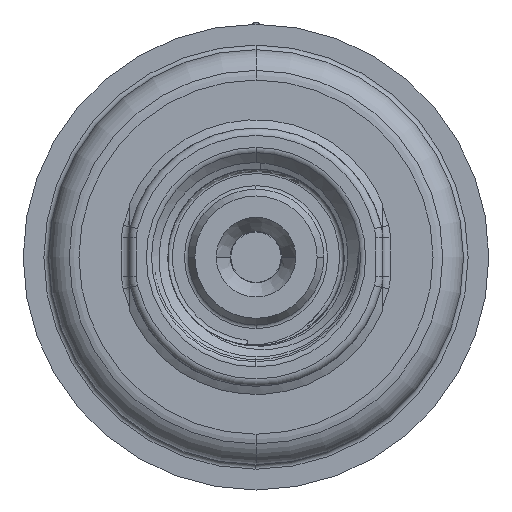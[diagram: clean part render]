
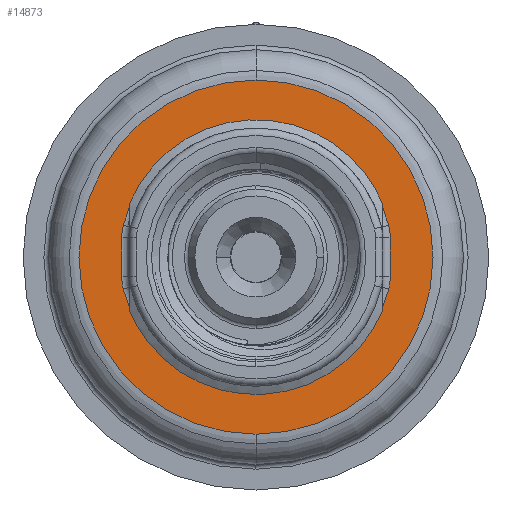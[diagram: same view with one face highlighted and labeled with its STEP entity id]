
A CAD part, front view. The second image highlights one B-rep face of the part: STEP entity #14873.
In plain terms, the highlighted planar face has unit normal (0, -1, 0).
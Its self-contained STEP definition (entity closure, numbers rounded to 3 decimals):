
#2075=CARTESIAN_POINT('',(0.,0.,0.));
#2076=DIRECTION('',(0.,1.,0.));
#2077=DIRECTION('',(0.,0.,-1.));
#2078=AXIS2_PLACEMENT_3D('',#2075,#2076,#2077);
#2080=CARTESIAN_POINT('',(0.,0.,0.));
#2081=DIRECTION('',(0.,-1.,0.));
#2082=DIRECTION('',(0.,0.,-1.));
#2083=AXIS2_PLACEMENT_3D('',#2080,#2081,#2082);
#2085=CARTESIAN_POINT('',(-8.75,0.,-2.107));
#2086=DIRECTION('',(0.,1.,0.));
#2087=DIRECTION('',(-0.972,0.,-0.234));
#2088=AXIS2_PLACEMENT_3D('',#2085,#2086,#2087);
#2090=CARTESIAN_POINT('',(0.,0.,0.));
#2091=DIRECTION('',(0.,1.,0.));
#2092=DIRECTION('',(0.972,0.,-0.234));
#2093=AXIS2_PLACEMENT_3D('',#2090,#2091,#2092);
#2095=CARTESIAN_POINT('',(8.75,0.,-2.107));
#2096=DIRECTION('',(0.,1.,0.));
#2097=DIRECTION('',(1.,0.,0.));
#2098=AXIS2_PLACEMENT_3D('',#2095,#2096,#2097);
#2100=DIRECTION('',(0.,0.,-1.));
#2101=VECTOR('',#2100,4.213);
#2102=CARTESIAN_POINT('',(14.55,0.,2.107));
#2103=LINE('',#2102,#2101);
#2104=CARTESIAN_POINT('',(8.75,0.,2.107));
#2105=DIRECTION('',(0.,1.,0.));
#2106=DIRECTION('',(0.972,0.,0.234));
#2107=AXIS2_PLACEMENT_3D('',#2104,#2105,#2106);
#2109=CARTESIAN_POINT('',(0.,0.,0.));
#2110=DIRECTION('',(0.,1.,0.));
#2111=DIRECTION('',(-0.972,0.,0.234));
#2112=AXIS2_PLACEMENT_3D('',#2109,#2110,#2111);
#2114=CARTESIAN_POINT('',(-8.75,0.,2.107));
#2115=DIRECTION('',(0.,1.,0.));
#2116=DIRECTION('',(-1.,0.,0.));
#2117=AXIS2_PLACEMENT_3D('',#2114,#2115,#2116);
#2119=DIRECTION('',(0.,0.,1.));
#2120=VECTOR('',#2119,4.213);
#2121=CARTESIAN_POINT('',(-14.55,0.,-2.107));
#2122=LINE('',#2121,#2120);
#9516=CARTESIAN_POINT('',(0.,0.,-19.2));
#9518=VERTEX_POINT('',#9516);
#9520=CARTESIAN_POINT('',(0.,0.,19.2));
#9522=VERTEX_POINT('',#9520);
#10328=CARTESIAN_POINT('',(-14.389,0.,-3.464));
#10329=CARTESIAN_POINT('',(-14.55,0.,-2.107));
#10330=VERTEX_POINT('',#10328);
#10331=VERTEX_POINT('',#10329);
#10332=CARTESIAN_POINT('',(-14.55,0.,2.107));
#10333=VERTEX_POINT('',#10332);
#10334=CARTESIAN_POINT('',(-14.389,0.,3.464));
#10335=VERTEX_POINT('',#10334);
#10338=CARTESIAN_POINT('',(14.389,0.,3.464));
#10339=VERTEX_POINT('',#10338);
#10342=CARTESIAN_POINT('',(14.55,0.,2.107));
#10343=VERTEX_POINT('',#10342);
#10344=CARTESIAN_POINT('',(14.55,0.,-2.107));
#10345=VERTEX_POINT('',#10344);
#10346=CARTESIAN_POINT('',(14.389,0.,-3.464));
#10347=VERTEX_POINT('',#10346);
#14846=CARTESIAN_POINT('',(0.,0.,0.));
#14847=DIRECTION('',(0.,-1.,0.));
#14848=DIRECTION('',(0.,0.,1.));
#14849=AXIS2_PLACEMENT_3D('',#14846,#14847,#14848);
#14850=PLANE('',#14849);
#14851=ORIENTED_EDGE('',*,*,#14828,.T.);
#14852=ORIENTED_EDGE('',*,*,#14839,.F.);
#14853=EDGE_LOOP('',(#14851,#14852));
#14854=FACE_OUTER_BOUND('',#14853,.F.);
#14856=ORIENTED_EDGE('',*,*,#14855,.F.);
#14858=ORIENTED_EDGE('',*,*,#14857,.F.);
#14860=ORIENTED_EDGE('',*,*,#14859,.F.);
#14862=ORIENTED_EDGE('',*,*,#14861,.F.);
#14864=ORIENTED_EDGE('',*,*,#14863,.F.);
#14866=ORIENTED_EDGE('',*,*,#14865,.F.);
#14868=ORIENTED_EDGE('',*,*,#14867,.F.);
#14870=ORIENTED_EDGE('',*,*,#14869,.F.);
#14871=EDGE_LOOP('',(#14856,#14858,#14860,#14862,#14864,#14866,#14868,#14870));
#14872=FACE_BOUND('',#14871,.F.);
#14873=ADVANCED_FACE('',(#14854,#14872),#14850,.T.);
#2079=CIRCLE('',#2078,19.2);
#2084=CIRCLE('',#2083,19.2);
#2089=CIRCLE('',#2088,5.8);
#2094=CIRCLE('',#2093,14.8);
#2099=CIRCLE('',#2098,5.8);
#2108=CIRCLE('',#2107,5.8);
#2113=CIRCLE('',#2112,14.8);
#2118=CIRCLE('',#2117,5.8);
#14828=EDGE_CURVE('',#9518,#9522,#2079,.T.);
#14839=EDGE_CURVE('',#9518,#9522,#2084,.T.);
#14855=EDGE_CURVE('',#10330,#10331,#2089,.T.);
#14857=EDGE_CURVE('',#10347,#10330,#2094,.T.);
#14859=EDGE_CURVE('',#10345,#10347,#2099,.T.);
#14861=EDGE_CURVE('',#10343,#10345,#2103,.T.);
#14863=EDGE_CURVE('',#10339,#10343,#2108,.T.);
#14865=EDGE_CURVE('',#10335,#10339,#2113,.T.);
#14867=EDGE_CURVE('',#10333,#10335,#2118,.T.);
#14869=EDGE_CURVE('',#10331,#10333,#2122,.T.);
